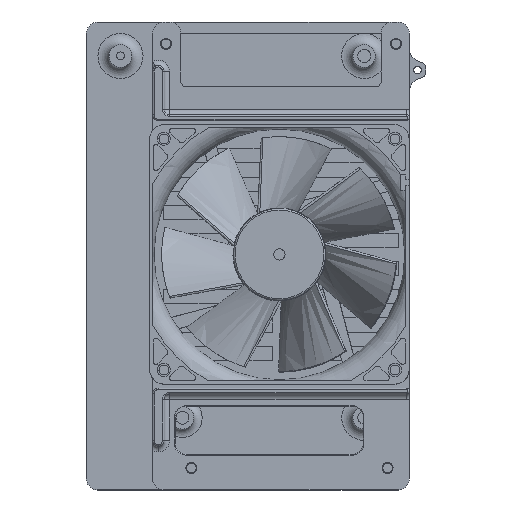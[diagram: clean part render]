
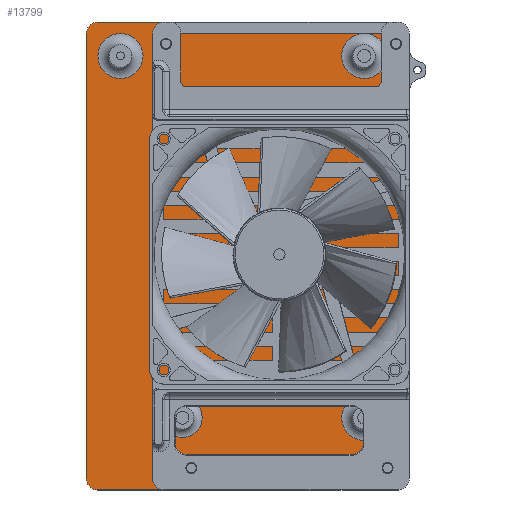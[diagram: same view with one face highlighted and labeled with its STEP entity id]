
A CAD part, top view. The second image highlights one B-rep face of the part: STEP entity #13799.
In plain terms, the highlighted planar face has unit normal (0, 0, 1).
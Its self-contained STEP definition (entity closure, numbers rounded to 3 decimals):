
#276=FACE_BOUND('',#2312,.T.);
#277=FACE_BOUND('',#2313,.T.);
#278=FACE_BOUND('',#2314,.T.);
#279=FACE_BOUND('',#2315,.T.);
#280=FACE_BOUND('',#2316,.T.);
#571=PLANE('',#15070);
#1418=FACE_OUTER_BOUND('',#2311,.T.);
#2311=EDGE_LOOP('',(#11974,#11975,#11976,#11977,#11978,#11979,#11980,#11981,
#11982,#11983,#11984,#11985,#11986,#11987,#11988,#11989,#11990));
#2312=EDGE_LOOP('',(#11991));
#2313=EDGE_LOOP('',(#11992));
#2314=EDGE_LOOP('',(#11993));
#2315=EDGE_LOOP('',(#11994));
#2316=EDGE_LOOP('',(#11995));
#3412=LINE('',#31091,#4707);
#3501=LINE('',#31335,#4796);
#3508=LINE('',#31359,#4803);
#3509=LINE('',#31371,#4804);
#3510=LINE('',#31375,#4805);
#3511=LINE('',#31379,#4806);
#3512=LINE('',#31383,#4807);
#3513=LINE('',#31388,#4808);
#4707=VECTOR('',#18130,10.);
#4796=VECTOR('',#18329,10.);
#4803=VECTOR('',#18350,10.);
#4804=VECTOR('',#18365,10.);
#4805=VECTOR('',#18368,10.);
#4806=VECTOR('',#18371,10.);
#4807=VECTOR('',#18374,10.);
#4808=VECTOR('',#18379,10.);
#5583=CIRCLE('',#14989,4.);
#5593=CIRCLE('',#15003,4.);
#5632=CIRCLE('',#15062,4.);
#5636=CIRCLE('',#15069,4.);
#5637=CIRCLE('',#15071,2.);
#5638=CIRCLE('',#15072,4.);
#5639=CIRCLE('',#15073,2.);
#5640=CIRCLE('',#15074,8.);
#5641=CIRCLE('',#15075,8.);
#5642=CIRCLE('',#15076,7.);
#5643=CIRCLE('',#15077,1.35);
#5644=CIRCLE('',#15078,1.35);
#5645=CIRCLE('',#15079,8.);
#5646=CIRCLE('',#15080,8.);
#6607=VERTEX_POINT('',#31004);
#6608=VERTEX_POINT('',#31006);
#6647=VERTEX_POINT('',#31090);
#6650=VERTEX_POINT('',#31098);
#6651=VERTEX_POINT('',#31100);
#6747=VERTEX_POINT('',#31333);
#6756=VERTEX_POINT('',#31353);
#6757=VERTEX_POINT('',#31357);
#6761=VERTEX_POINT('',#31370);
#6762=VERTEX_POINT('',#31372);
#6763=VERTEX_POINT('',#31374);
#6764=VERTEX_POINT('',#31376);
#6765=VERTEX_POINT('',#31378);
#6766=VERTEX_POINT('',#31380);
#6767=VERTEX_POINT('',#31382);
#6768=VERTEX_POINT('',#31384);
#6769=VERTEX_POINT('',#31386);
#6770=VERTEX_POINT('',#31389);
#6771=VERTEX_POINT('',#31391);
#6772=VERTEX_POINT('',#31393);
#6773=VERTEX_POINT('',#31395);
#6774=VERTEX_POINT('',#31397);
#8365=EDGE_CURVE('',#6607,#6608,#5583,.F.);
#8407=EDGE_CURVE('',#6608,#6647,#3412,.T.);
#8412=EDGE_CURVE('',#6650,#6651,#5593,.F.);
#8531=EDGE_CURVE('',#6650,#6747,#3501,.T.);
#8541=EDGE_CURVE('',#6756,#6747,#5632,.T.);
#8543=EDGE_CURVE('',#6757,#6756,#3508,.T.);
#8547=EDGE_CURVE('',#6647,#6757,#5636,.T.);
#8548=EDGE_CURVE('',#6607,#6761,#3509,.T.);
#8549=EDGE_CURVE('',#6761,#6762,#5637,.T.);
#8550=EDGE_CURVE('',#6762,#6763,#3510,.T.);
#8551=EDGE_CURVE('',#6763,#6764,#5638,.F.);
#8552=EDGE_CURVE('',#6764,#6765,#3511,.T.);
#8553=EDGE_CURVE('',#6765,#6766,#5639,.T.);
#8554=EDGE_CURVE('',#6766,#6767,#3512,.T.);
#8555=EDGE_CURVE('',#6768,#6767,#5640,.T.);
#8556=EDGE_CURVE('',#6769,#6768,#5641,.T.);
#8557=EDGE_CURVE('',#6769,#6651,#3513,.T.);
#8558=EDGE_CURVE('',#6770,#6770,#5642,.T.);
#8559=EDGE_CURVE('',#6771,#6771,#5643,.F.);
#8560=EDGE_CURVE('',#6772,#6772,#5644,.F.);
#8561=EDGE_CURVE('',#6773,#6773,#5645,.T.);
#8562=EDGE_CURVE('',#6774,#6774,#5646,.T.);
#11974=ORIENTED_EDGE('',*,*,#8547,.F.);
#11975=ORIENTED_EDGE('',*,*,#8407,.F.);
#11976=ORIENTED_EDGE('',*,*,#8365,.F.);
#11977=ORIENTED_EDGE('',*,*,#8548,.T.);
#11978=ORIENTED_EDGE('',*,*,#8549,.T.);
#11979=ORIENTED_EDGE('',*,*,#8550,.T.);
#11980=ORIENTED_EDGE('',*,*,#8551,.T.);
#11981=ORIENTED_EDGE('',*,*,#8552,.T.);
#11982=ORIENTED_EDGE('',*,*,#8553,.T.);
#11983=ORIENTED_EDGE('',*,*,#8554,.T.);
#11984=ORIENTED_EDGE('',*,*,#8555,.F.);
#11985=ORIENTED_EDGE('',*,*,#8556,.F.);
#11986=ORIENTED_EDGE('',*,*,#8557,.T.);
#11987=ORIENTED_EDGE('',*,*,#8412,.F.);
#11988=ORIENTED_EDGE('',*,*,#8531,.T.);
#11989=ORIENTED_EDGE('',*,*,#8541,.F.);
#11990=ORIENTED_EDGE('',*,*,#8543,.F.);
#11991=ORIENTED_EDGE('',*,*,#8558,.F.);
#11992=ORIENTED_EDGE('',*,*,#8559,.T.);
#11993=ORIENTED_EDGE('',*,*,#8560,.T.);
#11994=ORIENTED_EDGE('',*,*,#8561,.F.);
#11995=ORIENTED_EDGE('',*,*,#8562,.F.);
#13799=ADVANCED_FACE('',(#1418,#276,#277,#278,#279,#280),#571,.T.);
#14989=AXIS2_PLACEMENT_3D('',#31007,#18072,#18073);
#15003=AXIS2_PLACEMENT_3D('',#31101,#18137,#18138);
#15062=AXIS2_PLACEMENT_3D('',#31355,#18345,#18346);
#15069=AXIS2_PLACEMENT_3D('',#31368,#18361,#18362);
#15070=AXIS2_PLACEMENT_3D('',#31369,#18363,#18364);
#15071=AXIS2_PLACEMENT_3D('',#31373,#18366,#18367);
#15072=AXIS2_PLACEMENT_3D('',#31377,#18369,#18370);
#15073=AXIS2_PLACEMENT_3D('',#31381,#18372,#18373);
#15074=AXIS2_PLACEMENT_3D('',#31385,#18375,#18376);
#15075=AXIS2_PLACEMENT_3D('',#31387,#18377,#18378);
#15076=AXIS2_PLACEMENT_3D('',#31390,#18380,#18381);
#15077=AXIS2_PLACEMENT_3D('',#31392,#18382,#18383);
#15078=AXIS2_PLACEMENT_3D('',#31394,#18384,#18385);
#15079=AXIS2_PLACEMENT_3D('',#31396,#18386,#18387);
#15080=AXIS2_PLACEMENT_3D('',#31398,#18388,#18389);
#18072=DIRECTION('center_axis',(0.,0.,-1.));
#18073=DIRECTION('ref_axis',(-0.707,-0.707,0.));
#18130=DIRECTION('',(-1.,0.,0.));
#18137=DIRECTION('center_axis',(0.,0.,-1.));
#18138=DIRECTION('ref_axis',(-0.707,0.707,0.));
#18329=DIRECTION('',(-1.,0.,0.));
#18345=DIRECTION('center_axis',(0.,0.,-1.));
#18346=DIRECTION('ref_axis',(-0.707,0.707,0.));
#18350=DIRECTION('',(0.,1.,0.));
#18361=DIRECTION('center_axis',(0.,0.,-1.));
#18362=DIRECTION('ref_axis',(-0.707,-0.707,0.));
#18363=DIRECTION('center_axis',(0.,0.,1.));
#18364=DIRECTION('ref_axis',(-1.,0.,0.));
#18365=DIRECTION('',(1.,0.,0.));
#18366=DIRECTION('center_axis',(0.,0.,1.));
#18367=DIRECTION('ref_axis',(0.707,-0.707,0.));
#18368=DIRECTION('',(0.,1.,0.));
#18369=DIRECTION('center_axis',(0.,0.,-1.));
#18370=DIRECTION('ref_axis',(-1.,0.,0.));
#18371=DIRECTION('',(0.,1.,0.));
#18372=DIRECTION('center_axis',(0.,0.,1.));
#18373=DIRECTION('ref_axis',(0.707,0.707,0.));
#18374=DIRECTION('',(-1.,0.,0.));
#18375=DIRECTION('center_axis',(0.,0.,1.));
#18376=DIRECTION('ref_axis',(-1.,0.,0.));
#18377=DIRECTION('center_axis',(0.,0.,1.));
#18378=DIRECTION('ref_axis',(-1.,0.,0.));
#18379=DIRECTION('',(-1.,0.,0.));
#18380=DIRECTION('center_axis',(0.,0.,1.));
#18381=DIRECTION('ref_axis',(-1.,0.,0.));
#18382=DIRECTION('center_axis',(0.,0.,1.));
#18383=DIRECTION('ref_axis',(1.,0.,0.));
#18384=DIRECTION('center_axis',(0.,0.,1.));
#18385=DIRECTION('ref_axis',(1.,0.,0.));
#18386=DIRECTION('center_axis',(0.,0.,1.));
#18387=DIRECTION('ref_axis',(-1.,0.,0.));
#18388=DIRECTION('center_axis',(0.,0.,1.));
#18389=DIRECTION('ref_axis',(-1.,0.,0.));
#31004=CARTESIAN_POINT('',(-45.,-113.5,3.));
#31006=CARTESIAN_POINT('',(-41.,-117.5,3.));
#31007=CARTESIAN_POINT('Origin',(-41.,-113.5,3.));
#31090=CARTESIAN_POINT('',(-64.5,-117.5,3.));
#31091=CARTESIAN_POINT('',(-56.,-117.5,3.));
#31098=CARTESIAN_POINT('',(-41.,48.5,3.));
#31100=CARTESIAN_POINT('',(-45.,44.5,3.));
#31101=CARTESIAN_POINT('Origin',(-41.,44.5,3.));
#31333=CARTESIAN_POINT('',(-64.5,48.5,3.));
#31335=CARTESIAN_POINT('',(12.796,48.5,3.));
#31353=CARTESIAN_POINT('',(-68.5,44.5,3.));
#31355=CARTESIAN_POINT('Origin',(-64.5,44.5,3.));
#31357=CARTESIAN_POINT('',(-68.5,-113.5,3.));
#31359=CARTESIAN_POINT('',(-68.5,58.5,3.));
#31368=CARTESIAN_POINT('Origin',(-64.5,-113.5,3.));
#31369=CARTESIAN_POINT('Origin',(-26.409,28.964,3.));
#31370=CARTESIAN_POINT('',(40.112,-113.5,3.));
#31371=CARTESIAN_POINT('',(7.852,-113.5,3.));
#31372=CARTESIAN_POINT('',(42.112,-111.5,3.));
#31373=CARTESIAN_POINT('Origin',(40.112,-111.5,3.));
#31374=CARTESIAN_POINT('',(42.112,-86.161,3.));
#31375=CARTESIAN_POINT('',(42.112,-55.265,3.));
#31376=CARTESIAN_POINT('',(42.112,-78.839,3.));
#31377=CARTESIAN_POINT('Origin',(40.5,-82.5,3.));
#31378=CARTESIAN_POINT('',(42.112,42.5,3.));
#31379=CARTESIAN_POINT('',(42.112,-55.265,3.));
#31380=CARTESIAN_POINT('',(40.112,44.5,3.));
#31381=CARTESIAN_POINT('Origin',(40.112,42.5,3.));
#31382=CARTESIAN_POINT('',(30.354,44.5,3.));
#31383=CARTESIAN_POINT('',(12.796,44.5,3.));
#31384=CARTESIAN_POINT('',(38.1,36.504,3.));
#31385=CARTESIAN_POINT('Origin',(30.1,36.504,3.));
#31386=CARTESIAN_POINT('',(29.846,44.5,3.));
#31387=CARTESIAN_POINT('Origin',(30.1,36.504,3.));
#31388=CARTESIAN_POINT('',(12.796,44.5,3.));
#31389=CARTESIAN_POINT('',(-27.4,-91.886,3.));
#31390=CARTESIAN_POINT('Origin',(-34.4,-91.886,3.));
#31391=CARTESIAN_POINT('',(-41.85,-82.5,3.));
#31392=CARTESIAN_POINT('Origin',(-40.5,-82.5,3.));
#31393=CARTESIAN_POINT('',(39.15,-82.5,3.));
#31394=CARTESIAN_POINT('Origin',(40.5,-82.5,3.));
#31395=CARTESIAN_POINT('',(-48.4,36.504,3.));
#31396=CARTESIAN_POINT('Origin',(-56.4,36.504,3.));
#31397=CARTESIAN_POINT('',(38.1,-91.886,3.));
#31398=CARTESIAN_POINT('Origin',(30.1,-91.886,3.));
